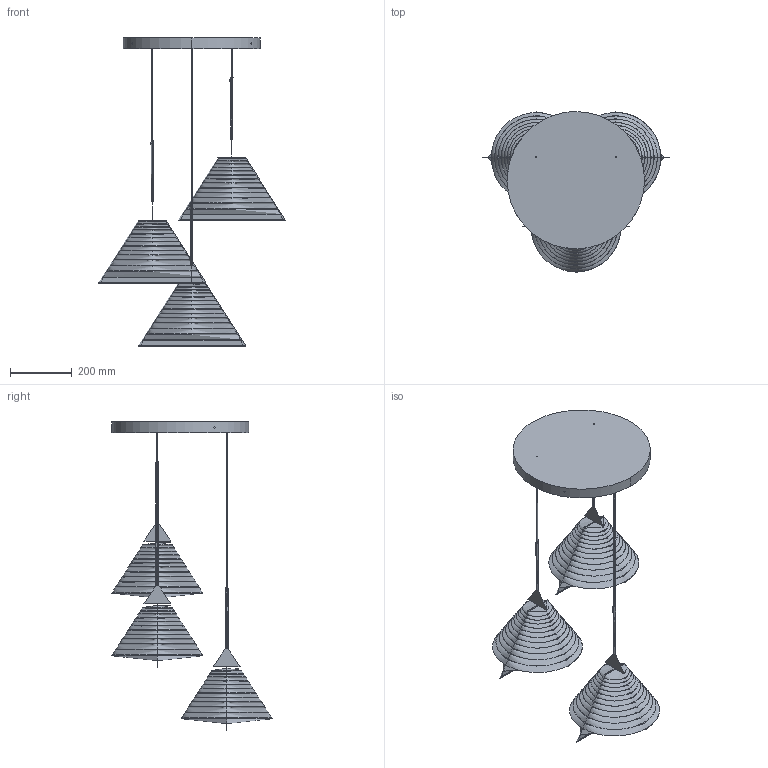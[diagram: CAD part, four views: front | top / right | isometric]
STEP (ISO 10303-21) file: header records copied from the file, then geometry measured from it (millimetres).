
FILE_DESCRIPTION(/* description */ (''),/* implementation_level */ '2;1');
FILE_NAME(/* name */ 'LOOKAT~3',/* time_stamp */ '2019-07-19T11:35:48+02:00',/* author */ (''),/* organization */ (''),/* preprocessor_version */ 'ST-DEVELOPER v15',/* originating_system */ '',/* authorisation */ '');
FILE_SCHEMA (('AUTOMOTIVE_DESIGN'));
Length unit declared in the file: millimetre
Products named in the file (1): Document
Bounding box: 607.77 x 520.45 x 1000.57 mm (x, y, z)
Volume: 5478149.3 mm3; surface area: 1723778.5 mm2
Topology: 10 solids, 48 shells, 458 faces, 1112 edges, 722 vertices
Faces by surface type: bspline 363, plane 95
Entity records: 24819 total; most frequent: CARTESIAN_POINT 18638, ORIENTED_EDGE 2046, EDGE_CURVE 1112, VERTEX_POINT 722, EDGE_LOOP 512, ADVANCED_FACE 455, FACE_OUTER_BOUND 455, B_SPLINE_CURVE_WITH_KNOTS 205
